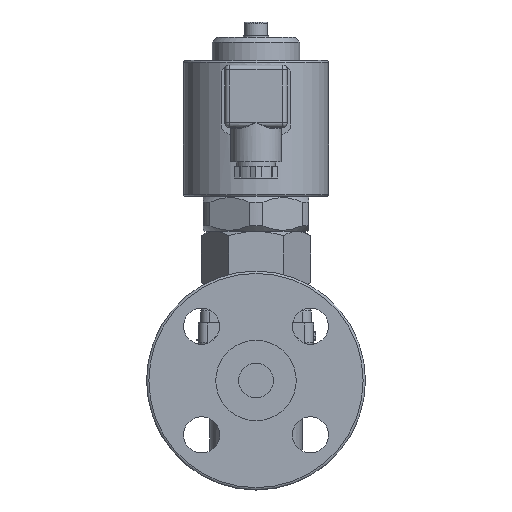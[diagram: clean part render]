
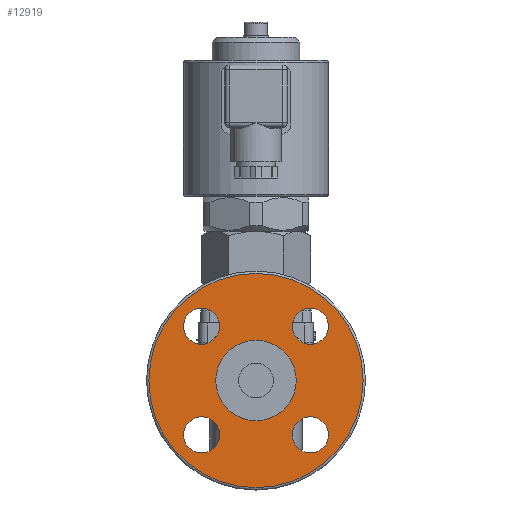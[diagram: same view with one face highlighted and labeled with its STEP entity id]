
A CAD part, front view. The second image highlights one B-rep face of the part: STEP entity #12919.
In plain terms, the highlighted planar face has unit normal (0, -1, 0).
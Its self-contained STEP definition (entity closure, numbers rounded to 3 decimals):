
#3486=PLANE('',#13877);
#3770=FACE_BOUND('',#4853,.T.);
#3771=FACE_BOUND('',#4854,.T.);
#3772=FACE_BOUND('',#4855,.T.);
#3773=FACE_BOUND('',#4856,.T.);
#3774=FACE_BOUND('',#4857,.T.);
#4026=FACE_OUTER_BOUND('',#4852,.T.);
#4852=EDGE_LOOP('',(#9786));
#4853=EDGE_LOOP('',(#9787));
#4854=EDGE_LOOP('',(#9788));
#4855=EDGE_LOOP('',(#9789));
#4856=EDGE_LOOP('',(#9790));
#4857=EDGE_LOOP('',(#9791));
#5465=CIRCLE('',#13491,7.85);
#5467=CIRCLE('',#13494,7.85);
#5469=CIRCLE('',#13497,7.85);
#5471=CIRCLE('',#13500,7.85);
#5642=CIRCLE('',#13878,46.5);
#5643=CIRCLE('',#13879,17.45);
#5845=VERTEX_POINT('',#17018);
#5847=VERTEX_POINT('',#17023);
#5849=VERTEX_POINT('',#17028);
#5851=VERTEX_POINT('',#17033);
#6143=VERTEX_POINT('',#18245);
#6144=VERTEX_POINT('',#18247);
#7050=EDGE_CURVE('',#5845,#5845,#5465,.T.);
#7052=EDGE_CURVE('',#5847,#5847,#5467,.T.);
#7054=EDGE_CURVE('',#5849,#5849,#5469,.T.);
#7056=EDGE_CURVE('',#5851,#5851,#5471,.T.);
#7495=EDGE_CURVE('',#6143,#6143,#5642,.T.);
#7496=EDGE_CURVE('',#6144,#6144,#5643,.T.);
#9786=ORIENTED_EDGE('',*,*,#7495,.F.);
#9787=ORIENTED_EDGE('',*,*,#7050,.T.);
#9788=ORIENTED_EDGE('',*,*,#7052,.T.);
#9789=ORIENTED_EDGE('',*,*,#7054,.T.);
#9790=ORIENTED_EDGE('',*,*,#7056,.T.);
#9791=ORIENTED_EDGE('',*,*,#7496,.F.);
#12919=ADVANCED_FACE('',(#4026,#3770,#3771,#3772,#3773,#3774),#3486,.T.);
#13491=AXIS2_PLACEMENT_3D('',#17019,#14407,#14408);
#13494=AXIS2_PLACEMENT_3D('',#17024,#14413,#14414);
#13497=AXIS2_PLACEMENT_3D('',#17029,#14419,#14420);
#13500=AXIS2_PLACEMENT_3D('',#17034,#14425,#14426);
#13877=AXIS2_PLACEMENT_3D('',#18244,#15383,#15384);
#13878=AXIS2_PLACEMENT_3D('',#18246,#15385,#15386);
#13879=AXIS2_PLACEMENT_3D('',#18248,#15387,#15388);
#14407=DIRECTION('center_axis',(0.,1.,0.));
#14408=DIRECTION('ref_axis',(1.,0.,0.));
#14413=DIRECTION('center_axis',(0.,1.,0.));
#14414=DIRECTION('ref_axis',(1.,0.,0.));
#14419=DIRECTION('center_axis',(0.,1.,0.));
#14420=DIRECTION('ref_axis',(1.,0.,0.));
#14425=DIRECTION('center_axis',(0.,1.,0.));
#14426=DIRECTION('ref_axis',(1.,0.,0.));
#15383=DIRECTION('center_axis',(0.,-1.,0.));
#15384=DIRECTION('ref_axis',(0.,0.,-1.));
#15385=DIRECTION('center_axis',(0.,1.,0.));
#15386=DIRECTION('ref_axis',(0.,0.,-1.));
#15387=DIRECTION('center_axis',(0.,-1.,0.));
#15388=DIRECTION('ref_axis',(0.,0.,1.));
#17018=CARTESIAN_POINT('',(-31.432,-63.,-23.582));
#17019=CARTESIAN_POINT('Origin',(-23.582,-63.,-23.582));
#17023=CARTESIAN_POINT('',(15.732,-63.,23.582));
#17024=CARTESIAN_POINT('Origin',(23.582,-63.,23.582));
#17028=CARTESIAN_POINT('',(-31.432,-63.,23.582));
#17029=CARTESIAN_POINT('Origin',(-23.582,-63.,23.582));
#17033=CARTESIAN_POINT('',(15.732,-63.,-23.582));
#17034=CARTESIAN_POINT('Origin',(23.582,-63.,-23.582));
#18244=CARTESIAN_POINT('Origin',(0.,-63.,36.));
#18245=CARTESIAN_POINT('',(0.,-63.,46.5));
#18246=CARTESIAN_POINT('Origin',(0.,-63.,0.));
#18247=CARTESIAN_POINT('',(0.,-63.,17.45));
#18248=CARTESIAN_POINT('Origin',(0.,-63.,0.));
